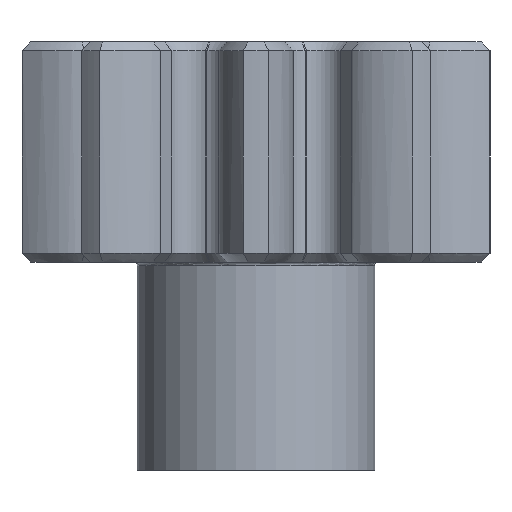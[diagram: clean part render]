
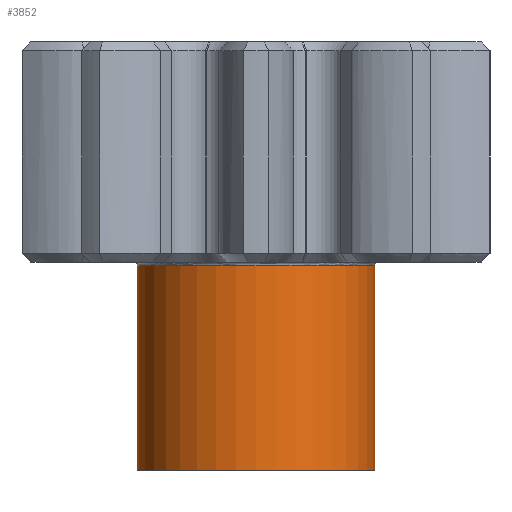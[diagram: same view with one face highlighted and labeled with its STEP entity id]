
A CAD part, left-side view. The second image highlights one B-rep face of the part: STEP entity #3852.
In plain terms, the highlighted cylindrical face has radius 6.849 mm (diameter 13.698 mm), a partial arc.
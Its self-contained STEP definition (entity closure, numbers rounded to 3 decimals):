
#69=CYLINDRICAL_SURFACE('',#4197,6.849);
#461=LINE('',#22844,#767);
#462=LINE('',#22847,#768);
#767=VECTOR('',#5153,10.);
#768=VECTOR('',#5156,10.);
#1097=FACE_OUTER_BOUND('',#1335,.T.);
#1335=EDGE_LOOP('',(#3586,#3587,#3588,#3589));
#1367=CIRCLE('',#3905,6.849);
#1483=CIRCLE('',#4198,6.849);
#1657=VERTEX_POINT('',#5915);
#1658=VERTEX_POINT('',#5926);
#1922=VERTEX_POINT('',#22843);
#1923=VERTEX_POINT('',#22845);
#1990=EDGE_CURVE('',#1657,#1658,#1367,.T.);
#2480=EDGE_CURVE('',#1657,#1922,#461,.T.);
#2481=EDGE_CURVE('',#1923,#1922,#1483,.T.);
#2482=EDGE_CURVE('',#1658,#1923,#462,.T.);
#3586=ORIENTED_EDGE('',*,*,#1990,.F.);
#3587=ORIENTED_EDGE('',*,*,#2480,.T.);
#3588=ORIENTED_EDGE('',*,*,#2481,.F.);
#3589=ORIENTED_EDGE('',*,*,#2482,.F.);
#3852=ADVANCED_FACE('',(#1097),#69,.T.);
#3905=AXIS2_PLACEMENT_3D('',#5927,#4288,#4289);
#4197=AXIS2_PLACEMENT_3D('',#22842,#5151,#5152);
#4198=AXIS2_PLACEMENT_3D('',#22846,#5154,#5155);
#4288=DIRECTION('center_axis',(0.,0.,1.));
#4289=DIRECTION('ref_axis',(-1.,0.,0.));
#5151=DIRECTION('center_axis',(0.,0.,-1.));
#5152=DIRECTION('ref_axis',(-1.,0.,0.));
#5153=DIRECTION('',(0.,0.,-1.));
#5154=DIRECTION('center_axis',(0.,0.,-1.));
#5155=DIRECTION('ref_axis',(-1.,0.,0.));
#5156=DIRECTION('',(0.,0.,-1.));
#5915=CARTESIAN_POINT('',(-0.1,6.848,-0.2));
#5926=CARTESIAN_POINT('',(-0.1,-6.848,-0.2));
#5927=CARTESIAN_POINT('Origin',(0.,0.,-0.2));
#22842=CARTESIAN_POINT('Origin',(0.,0.,0.));
#22843=CARTESIAN_POINT('',(-0.1,6.848,-12.));
#22844=CARTESIAN_POINT('',(-0.1,6.848,0.));
#22845=CARTESIAN_POINT('',(-0.1,-6.848,-12.));
#22846=CARTESIAN_POINT('Origin',(0.,0.,-12.));
#22847=CARTESIAN_POINT('',(-0.1,-6.848,0.));
